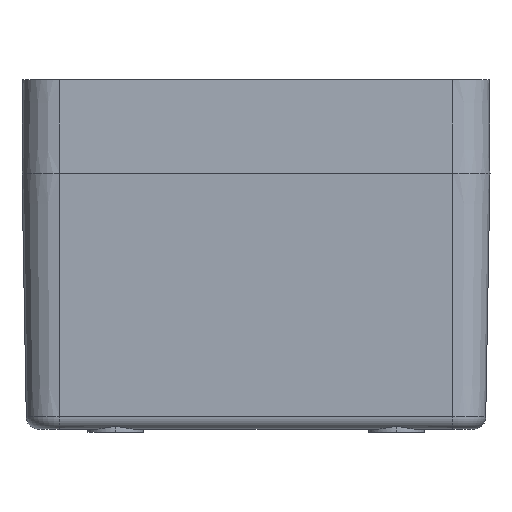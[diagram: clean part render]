
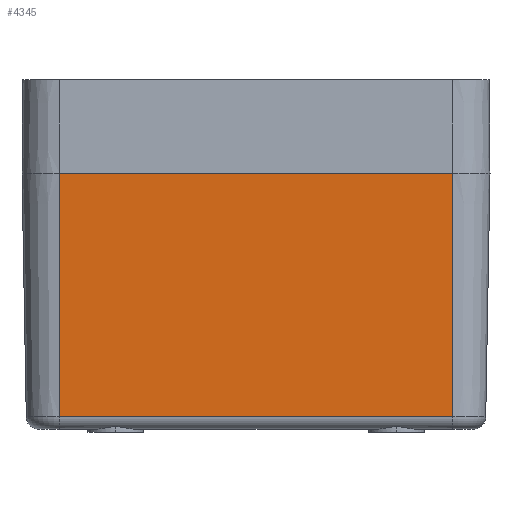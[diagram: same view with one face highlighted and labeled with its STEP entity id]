
A CAD part, left-side view. The second image highlights one B-rep face of the part: STEP entity #4345.
In plain terms, the highlighted planar face has unit normal (-1, 0, -0.018).
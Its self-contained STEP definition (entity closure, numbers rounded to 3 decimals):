
#4325=AXIS2_PLACEMENT_3D('Plane Axis2P3D',#4322,#4323,#4324) ;
#601=CARTESIAN_POINT('Vertex',(0.,69.,41.5)) ;
#604=CARTESIAN_POINT('Line Origine',(0.,37.5,41.5)) ;
#608=CARTESIAN_POINT('Vertex',(0.,6.,41.5)) ;
#4302=CARTESIAN_POINT('Line Origine',(-8723.203,6.,499793.478)) ;
#4306=CARTESIAN_POINT('Vertex',(0.681,6.,2.465)) ;
#4322=CARTESIAN_POINT('Axis2P3D Location',(0.,37.5,41.5)) ;
#4327=CARTESIAN_POINT('Line Origine',(0.681,37.5,2.465)) ;
#4331=CARTESIAN_POINT('Vertex',(0.681,69.,2.465)) ;
#4334=CARTESIAN_POINT('Line Origine',(0.341,69.,21.983)) ;
#605=DIRECTION('Vector Direction',(0.,1.,0.)) ;
#4303=DIRECTION('Vector Direction',(-0.017,0.,1.)) ;
#4323=DIRECTION('Axis2P3D Direction',(1.,-0.,0.017)) ;
#4324=DIRECTION('Axis2P3D XDirection',(0.,1.,0.)) ;
#4328=DIRECTION('Vector Direction',(0.,1.,0.)) ;
#4335=DIRECTION('Vector Direction',(-0.017,0.,1.)) ;
#606=VECTOR('Line Direction',#605,1.) ;
#4304=VECTOR('Line Direction',#4303,1.) ;
#4329=VECTOR('Line Direction',#4328,1.) ;
#4336=VECTOR('Line Direction',#4335,1.) ;
#4340=ORIENTED_EDGE('',*,*,#4333,.F.) ;
#4341=ORIENTED_EDGE('',*,*,#4308,.F.) ;
#4342=ORIENTED_EDGE('',*,*,#610,.F.) ;
#4343=ORIENTED_EDGE('',*,*,#4338,.T.) ;
#4345=ADVANCED_FACE('Brep With Voids',(#4344),#4326,.F.) ;
#610=EDGE_CURVE('',#602,#609,#607,.F.) ;
#4308=EDGE_CURVE('',#609,#4307,#4305,.F.) ;
#4333=EDGE_CURVE('',#4307,#4332,#4330,.T.) ;
#4338=EDGE_CURVE('',#602,#4332,#4337,.F.) ;
#4339=EDGE_LOOP('',(#4340,#4341,#4342,#4343)) ;
#4344=FACE_OUTER_BOUND('',#4339,.T.) ;
#607=LINE('Line',#604,#606) ;
#4305=LINE('Line',#4302,#4304) ;
#4330=LINE('Line',#4327,#4329) ;
#4337=LINE('Line',#4334,#4336) ;
#4326=PLANE('',#4325) ;
#602=VERTEX_POINT('',#601) ;
#609=VERTEX_POINT('',#608) ;
#4307=VERTEX_POINT('',#4306) ;
#4332=VERTEX_POINT('',#4331) ;
